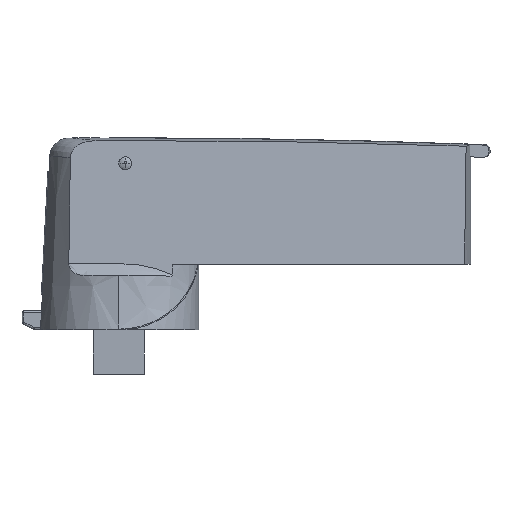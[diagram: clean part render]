
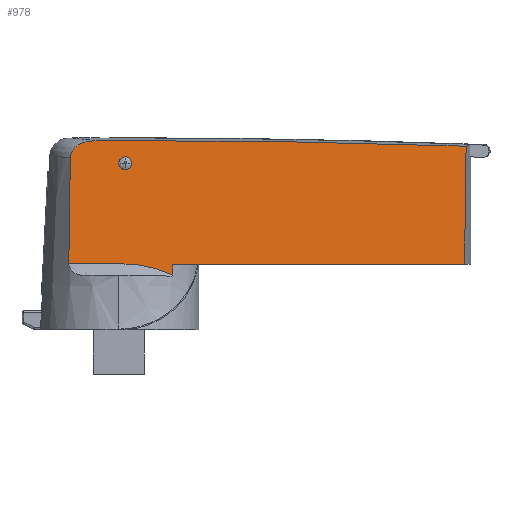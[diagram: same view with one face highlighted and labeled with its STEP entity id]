
A CAD part, front view. The second image highlights one B-rep face of the part: STEP entity #978.
In plain terms, the highlighted planar face has unit normal (0.017, -0.998, 0.057).
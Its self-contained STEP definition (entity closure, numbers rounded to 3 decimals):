
#978=ADVANCED_FACE('',(#2283,#2284),#2285,.T.);
#1582=VERTEX_POINT('',#2927);
#1586=VERTEX_POINT('',#2931);
#1588=EDGE_CURVE('',#1582,#1586,#2933,.T.);
#1646=VERTEX_POINT('',#2991);
#1650=VERTEX_POINT('',#2995);
#1652=EDGE_CURVE('',#1646,#1650,#2997,.T.);
#1678=VERTEX_POINT('',#3023);
#1682=VERTEX_POINT('',#3027);
#1684=EDGE_CURVE('',#1682,#1678,#3029,.F.);
#1700=VERTEX_POINT('',#3045);
#1702=EDGE_CURVE('',#1700,#1682,#3047,.F.);
#1712=EDGE_CURVE('',#1646,#1700,#3057,.T.);
#1714=EDGE_CURVE('',#1678,#1586,#3059,.T.);
#1716=EDGE_CURVE('',#1582,#1650,#3061,.F.);
#1718=VERTEX_POINT('',#3063);
#1720=VERTEX_POINT('',#3065);
#1722=EDGE_CURVE('',#1718,#1720,#3067,.T.);
#1724=EDGE_CURVE('',#1720,#1718,#3069,.T.);
#2283=FACE_OUTER_BOUND('',#6617,.T.);
#2284=FACE_BOUND('',#6618,.T.);
#2285=PLANE('',#6619);
#2927=CARTESIAN_POINT('',(12.107,4.636,36.543));
#2931=CARTESIAN_POINT('',(69.402,5.556,35.659));
#2933=B_SPLINE_CURVE_WITH_KNOTS('',3,(#9271,#9272,#9273,#9274,#9275,#9276),.UNSPECIFIED.,.F.,.F.,(4,2,4),(6541.103,6563.916,6594.25),.UNSPECIFIED.);
#2991=CARTESIAN_POINT('',(7.313,3.456,17.325));
#2995=CARTESIAN_POINT('',(7.554,4.406,33.88));
#2997=(B_SPLINE_CURVE(2,(#9467,#9468,#9469),.UNSPECIFIED.,.F.,.F.)B_SPLINE_CURVE_WITH_KNOTS((3,3),(1.244,17.827),.UNSPECIFIED.)RATIONAL_B_SPLINE_CURVE((1.,1.,1.))BOUNDED_CURVE()REPRESENTATION_ITEM('')GEOMETRIC_REPRESENTATION_ITEM()CURVE());
#3023=CARTESIAN_POINT('',(69.155,4.496,17.199));
#3027=CARTESIAN_POINT('',(23.524,3.723,17.199));
#3029=LINE('',#9579,#9580);
#3045=CARTESIAN_POINT('',(23.549,3.628,15.53));
#3047=ELLIPSE('',#9663,421.514,9.622);
#3057=(B_SPLINE_CURVE(3,(#9735,#9736,#9737,#9738,#9739,#9740,#9741,#9742,#9743,#9744,#9745,#9746,#9747,#9748,#9749,#9750,#9751,#9752,#9753,#9754,#9755,#9756,#9757,#9758,#9759,#9760,#9761,#9762,#9763,#9764,#9765,#9766,#9767,#9768,#9769,#9770,#9771,#9772,#9773,#9774,#9775,#9776,#9777),.UNSPECIFIED.,.F.,.F.)B_SPLINE_CURVE_WITH_KNOTS((4,1,1,1,1,1,1,1,1,1,1,1,1,1,1,1,1,1,1,1,1,1,1,1,1,1,1,1,1,1,1,1,1,1,1,1,1,1,1,1,4),(0.003,0.064,0.122,0.174,0.221,0.263,0.301,0.335,0.366,0.394,0.42,0.444,0.466,0.487,0.507,0.526,0.543,0.56,0.577,0.595,0.612,0.63,0.648,0.666,0.684,0.702,0.72,0.739,0.758,0.777,0.796,0.815,0.834,0.854,0.874,0.894,0.915,0.936,0.957,0.978,0.999),.UNSPECIFIED.)RATIONAL_B_SPLINE_CURVE((1.21,1.21,1.21,1.21,1.21,1.21,1.21,1.21,1.21,1.21,1.21,1.21,1.21,1.21,1.21,1.21,1.21,1.21,1.21,1.21,1.21,1.21,1.21,1.21,1.21,1.21,1.21,1.21,1.21,1.21,1.21,1.21,1.21,1.21,1.21,1.21,1.21,1.21,1.21,1.21,1.21,1.21,1.21))BOUNDED_CURVE()REPRESENTATION_ITEM('')GEOMETRIC_REPRESENTATION_ITEM()CURVE());
#3059=ELLIPSE('',#9786,578.081,33.0);
#3061=B_SPLINE_CURVE_WITH_KNOTS('',3,(#9789,#9790,#9791,#9792,#9793,#9794,#9795,#9796,#9797,#9798,#9799,#9800,#9801,#9802,#9803,#9804),.UNSPECIFIED.,.F.,.F.,(4,3,3,3,3,4),(0.,0.179,0.38,0.52,0.815,1.0),.UNSPECIFIED.);
#3063=CARTESIAN_POINT('',(16.14,4.444,32.0));
#3065=CARTESIAN_POINT('',(16.14,4.559,34.0));
#3067=ELLIPSE('',#9811,1.002,1.0);
#3069=ELLIPSE('',#9814,1.002,1.0);
#6617=EDGE_LOOP('',(#10956,#10957,#10958,#10959,#10960,#10961,#10962));
#6618=EDGE_LOOP('',(#10963,#10964));
#6619=AXIS2_PLACEMENT_3D('',#10965,#10966,#10967);
#9271=CARTESIAN_POINT('',(12.107,4.636,36.543));
#9272=CARTESIAN_POINT('',(20.256,4.776,36.572));
#9273=CARTESIAN_POINT('',(28.431,4.912,36.534));
#9274=CARTESIAN_POINT('',(47.521,5.221,36.292));
#9275=CARTESIAN_POINT('',(58.45,5.392,36.036));
#9276=CARTESIAN_POINT('',(69.402,5.556,35.659));
#9467=CARTESIAN_POINT('',(7.313,3.456,17.325));
#9468=CARTESIAN_POINT('',(7.429,3.939,25.738));
#9469=CARTESIAN_POINT('',(7.554,4.406,33.88));
#9579=CARTESIAN_POINT('',(14.291,3.567,17.199));
#9580=VECTOR('',#11507,1.0);
#9663=AXIS2_PLACEMENT_3D('',#11514,#11515,#11516);
#9735=CARTESIAN_POINT('',(7.313,3.456,17.325));
#9736=CARTESIAN_POINT('',(7.656,3.461,17.325));
#9737=CARTESIAN_POINT('',(8.32,3.473,17.325));
#9738=CARTESIAN_POINT('',(9.271,3.489,17.325));
#9739=CARTESIAN_POINT('',(10.138,3.504,17.325));
#9740=CARTESIAN_POINT('',(10.918,3.517,17.325));
#9741=CARTESIAN_POINT('',(11.619,3.529,17.325));
#9742=CARTESIAN_POINT('',(12.251,3.539,17.325));
#9743=CARTESIAN_POINT('',(12.821,3.549,17.325));
#9744=CARTESIAN_POINT('',(13.338,3.558,17.325));
#9745=CARTESIAN_POINT('',(13.809,3.566,17.325));
#9746=CARTESIAN_POINT('',(14.243,3.573,17.325));
#9747=CARTESIAN_POINT('',(14.646,3.58,17.325));
#9748=CARTESIAN_POINT('',(15.02,3.586,17.325));
#9749=CARTESIAN_POINT('',(15.371,3.592,17.326));
#9750=CARTESIAN_POINT('',(15.699,3.598,17.324));
#9751=CARTESIAN_POINT('',(16.01,3.602,17.317));
#9752=CARTESIAN_POINT('',(16.306,3.607,17.305));
#9753=CARTESIAN_POINT('',(16.593,3.611,17.289));
#9754=CARTESIAN_POINT('',(16.876,3.614,17.268));
#9755=CARTESIAN_POINT('',(17.161,3.618,17.244));
#9756=CARTESIAN_POINT('',(17.449,3.621,17.214));
#9757=CARTESIAN_POINT('',(17.741,3.624,17.18));
#9758=CARTESIAN_POINT('',(18.035,3.627,17.14));
#9759=CARTESIAN_POINT('',(18.331,3.629,17.096));
#9760=CARTESIAN_POINT('',(18.627,3.631,17.046));
#9761=CARTESIAN_POINT('',(18.924,3.633,16.992));
#9762=CARTESIAN_POINT('',(19.222,3.635,16.933));
#9763=CARTESIAN_POINT('',(19.521,3.636,16.869));
#9764=CARTESIAN_POINT('',(19.822,3.637,16.799));
#9765=CARTESIAN_POINT('',(20.124,3.638,16.724));
#9766=CARTESIAN_POINT('',(20.428,3.639,16.644));
#9767=CARTESIAN_POINT('',(20.733,3.639,16.559));
#9768=CARTESIAN_POINT('',(21.04,3.639,16.467));
#9769=CARTESIAN_POINT('',(21.349,3.639,16.371));
#9770=CARTESIAN_POINT('',(21.66,3.638,16.268));
#9771=CARTESIAN_POINT('',(21.972,3.637,16.159));
#9772=CARTESIAN_POINT('',(22.287,3.636,16.044));
#9773=CARTESIAN_POINT('',(22.604,3.634,15.923));
#9774=CARTESIAN_POINT('',(22.924,3.633,15.796));
#9775=CARTESIAN_POINT('',(23.239,3.63,15.665));
#9776=CARTESIAN_POINT('',(23.448,3.629,15.574));
#9777=CARTESIAN_POINT('',(23.549,3.628,15.53));
#9786=AXIS2_PLACEMENT_3D('',#11520,#11521,#11522);
#9789=CARTESIAN_POINT('',(7.554,4.406,33.88));
#9790=CARTESIAN_POINT('',(7.559,4.426,34.228));
#9791=CARTESIAN_POINT('',(7.655,4.448,34.575));
#9792=CARTESIAN_POINT('',(7.826,4.468,34.879));
#9793=CARTESIAN_POINT('',(8.018,4.491,35.222));
#9794=CARTESIAN_POINT('',(8.299,4.512,35.511));
#9795=CARTESIAN_POINT('',(8.622,4.531,35.736));
#9796=CARTESIAN_POINT('',(8.846,4.543,35.893));
#9797=CARTESIAN_POINT('',(9.09,4.555,36.019));
#9798=CARTESIAN_POINT('',(9.344,4.565,36.121));
#9799=CARTESIAN_POINT('',(9.878,4.586,36.337));
#9800=CARTESIAN_POINT('',(10.451,4.602,36.444));
#9801=CARTESIAN_POINT('',(11.023,4.615,36.497));
#9802=CARTESIAN_POINT('',(11.383,4.623,36.53));
#9803=CARTESIAN_POINT('',(11.745,4.63,36.541));
#9804=CARTESIAN_POINT('',(12.107,4.636,36.543));
#9811=AXIS2_PLACEMENT_3D('',#11523,#11524,#11525);
#9814=AXIS2_PLACEMENT_3D('',#11526,#11527,#11528);
#10956=ORIENTED_EDGE('',*,*,#1702,.T.);
#10957=ORIENTED_EDGE('',*,*,#1684,.T.);
#10958=ORIENTED_EDGE('',*,*,#1714,.T.);
#10959=ORIENTED_EDGE('',*,*,#1588,.F.);
#10960=ORIENTED_EDGE('',*,*,#1716,.T.);
#10961=ORIENTED_EDGE('',*,*,#1652,.F.);
#10962=ORIENTED_EDGE('',*,*,#1712,.T.);
#10963=ORIENTED_EDGE('',*,*,#1722,.F.);
#10964=ORIENTED_EDGE('',*,*,#1724,.F.);
#10965=CARTESIAN_POINT('',(14.291,3.567,17.199));
#10966=DIRECTION('',(0.017,-0.998,0.057));
#10967=DIRECTION('',(0.0,0.057,0.998));
#11507=DIRECTION('',(-1.,-0.017,-0.0));
#11514=CARTESIAN_POINT('',(15.513,-8.908,-201.295));
#11515=DIRECTION('',(-0.017,0.998,-0.057));
#11516=DIRECTION('',(-0.001,0.057,0.998));
#11520=CARTESIAN_POINT('',(37.14,12.498,166.607));
#11521=DIRECTION('',(0.017,-0.998,0.057));
#11522=DIRECTION('',(0.001,-0.057,-0.998));
#11523=CARTESIAN_POINT('',(16.14,4.502,33.0));
#11524=DIRECTION('',(0.017,-0.998,0.057));
#11525=DIRECTION('',(-0.283,-0.06,-0.957));
#11526=CARTESIAN_POINT('',(16.14,4.502,33.0));
#11527=DIRECTION('',(0.017,-0.998,0.057));
#11528=DIRECTION('',(-0.283,-0.06,-0.957));
